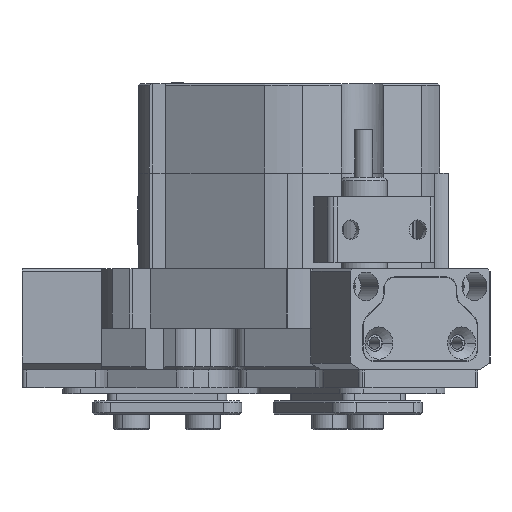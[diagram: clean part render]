
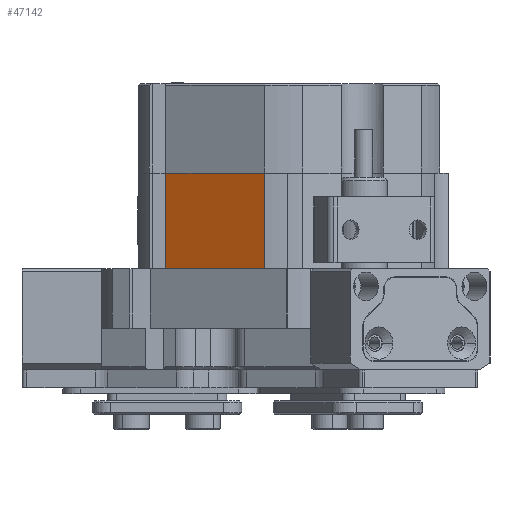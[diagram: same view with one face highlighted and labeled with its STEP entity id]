
A CAD part, left-side view. The second image highlights one B-rep face of the part: STEP entity #47142.
In plain terms, the highlighted planar face has unit normal (-0.866, 0.5, 0).
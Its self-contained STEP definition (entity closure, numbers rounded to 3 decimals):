
#731 = CARTESIAN_POINT ( 'NONE',  ( -11.875, 30.432, 30. ) ) ;
#3000 = EDGE_CURVE ( 'NONE', #11263, #35888, #41563, .T. ) ;
#5708 = CARTESIAN_POINT ( 'NONE',  ( -17.667, 20.4, 19. ) ) ;
#9711 = VECTOR ( 'NONE', #31125, 1000. ) ;
#9996 = CARTESIAN_POINT ( 'NONE',  ( -17.667, 20.4, 3. ) ) ;
#11263 = VERTEX_POINT ( 'NONE', #12114 ) ;
#12114 = CARTESIAN_POINT ( 'NONE',  ( -27.231, 3.834, 19. ) ) ;
#14106 = EDGE_CURVE ( 'NONE', #35888, #24116, #26300, .T. ) ;
#15352 = DIRECTION ( 'NONE',  ( 0., 0., -1. ) ) ;
#15728 = CARTESIAN_POINT ( 'NONE',  ( -22.084, 12.75, 19. ) ) ;
#15742 = CARTESIAN_POINT ( 'NONE',  ( -27.231, 3.834, -14. ) ) ;
#22100 = CARTESIAN_POINT ( 'NONE',  ( -17.667, 20.4, 30. ) ) ;
#24116 = VERTEX_POINT ( 'NONE', #9996 ) ;
#24566 = VECTOR ( 'NONE', #35384, 1000. ) ;
#25467 = EDGE_CURVE ( 'NONE', #32421, #11263, #34262, .T. ) ;
#26300 = LINE ( 'NONE', #34832, #32982 ) ;
#26342 = EDGE_LOOP ( 'NONE', ( #38444, #28014, #32456, #49640 ) ) ;
#28014 = ORIENTED_EDGE ( 'NONE', *, *, #48120, .T. ) ;
#28177 = DIRECTION ( 'NONE',  ( -0.866, 0.5, 0. ) ) ;
#30198 = CARTESIAN_POINT ( 'NONE',  ( -27.231, 3.834, 3. ) ) ;
#30644 = FACE_OUTER_BOUND ( 'NONE', #26342, .T. ) ;
#31125 = DIRECTION ( 'NONE',  ( 0., 0., -1. ) ) ;
#32421 = VERTEX_POINT ( 'NONE', #5708 ) ;
#32456 = ORIENTED_EDGE ( 'NONE', *, *, #14106, .F. ) ;
#32982 = VECTOR ( 'NONE', #50758, 1000. ) ;
#33210 = LINE ( 'NONE', #22100, #34431 ) ;
#34262 = LINE ( 'NONE', #15728, #24566 ) ;
#34431 = VECTOR ( 'NONE', #15352, 1000. ) ;
#34832 = CARTESIAN_POINT ( 'NONE',  ( -11.875, 30.432, 3. ) ) ;
#35384 = DIRECTION ( 'NONE',  ( -0.5, -0.866, 0. ) ) ;
#35888 = VERTEX_POINT ( 'NONE', #30198 ) ;
#38444 = ORIENTED_EDGE ( 'NONE', *, *, #25467, .F. ) ;
#41563 = LINE ( 'NONE', #15742, #9711 ) ;
#43695 = DIRECTION ( 'NONE',  ( -0.5, -0.866, 0. ) ) ;
#46845 = AXIS2_PLACEMENT_3D ( 'NONE', #731, #28177, #43695 ) ;
#47142 = ADVANCED_FACE ( 'NONE', ( #30644 ), #47965, .T. ) ;
#47965 = PLANE ( 'NONE',  #46845 ) ;
#48120 = EDGE_CURVE ( 'NONE', #32421, #24116, #33210, .T. ) ;
#49640 = ORIENTED_EDGE ( 'NONE', *, *, #3000, .F. ) ;
#50758 = DIRECTION ( 'NONE',  ( 0.5, 0.866, 0. ) ) ;
